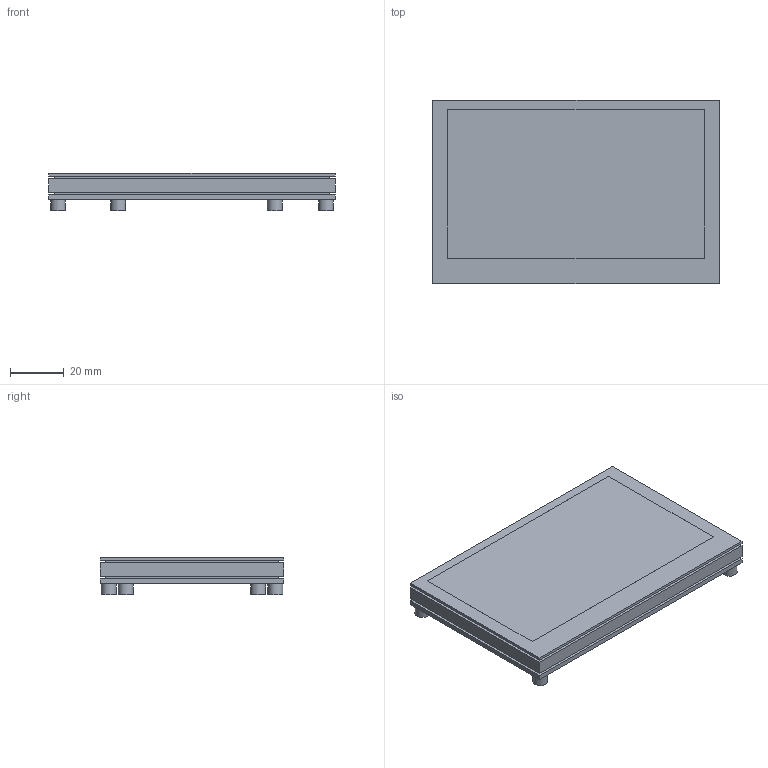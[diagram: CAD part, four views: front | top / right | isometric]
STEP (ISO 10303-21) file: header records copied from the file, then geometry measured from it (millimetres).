
FILE_DESCRIPTION(('FreeCAD Model'),'2;1');
FILE_NAME('Open CASCADE Shape Model','2021-05-25T23:11:01',(''),(''), 'Open CASCADE STEP processor 7.5','FreeCAD','Unknown');
FILE_SCHEMA(('AUTOMOTIVE_DESIGN { 1 0 10303 214 1 1 1 1 }'));
Length unit declared in the file: millimetre
Products named in the file (1): Hole
Bounding box: 106 x 68 x 13.8 mm (x, y, z)
Volume: 69759.7 mm3; surface area: 21370.7 mm2
Topology: 1 solids, 1 shells, 63 faces, 136 edges, 88 vertices
Faces by surface type: plane 39, cylinder 16, cone 8
Full cylindrical faces by diameter (mm): 2.9 x8, 5.5 x8
Entity records: 2114 total; most frequent: DIRECTION 288, CARTESIAN_POINT 280, ORIENTED_EDGE 256, EDGE_CURVE 128, AXIS2_PLACEMENT_3D 96, LINE 96, VECTOR 96, VERTEX_POINT 88
